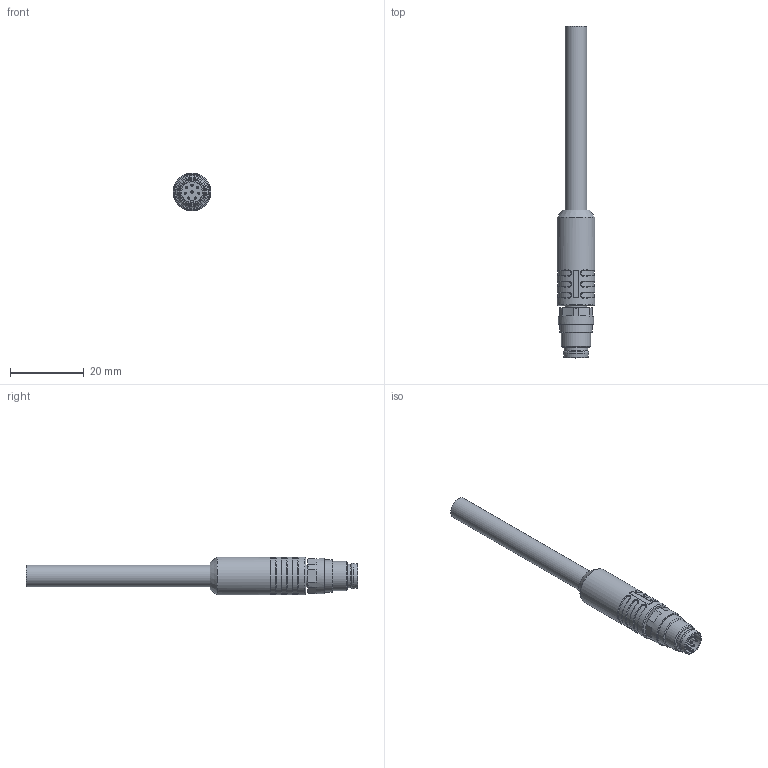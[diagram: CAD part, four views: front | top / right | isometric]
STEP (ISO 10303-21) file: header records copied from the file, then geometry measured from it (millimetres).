
FILE_DESCRIPTION(/* description */ (''),/* implementation_level */ '2;1');
FILE_NAME(/* name */ 'assy2.stp',/* time_stamp */ '2021-08-09T15:34:36+02:00',/* author */ ('ESCHA GmbH & Co. KG'),/* organization */ ('ESCHA GmbH & Co. KG'),/* preprocessor_version */ 'ST-DEVELOPER v16',/* originating_system */ 'SIEMENS PLM Software NX 10.0',/* authorisation */ '');
FILE_SCHEMA (('AUTOMOTIVE_DESIGN { 1 0 10303 214 3 1 1 1 }'));
Length unit declared in the file: millimetre
Products named in the file (1): assy2
Bounding box: 10.3 x 90.2 x 10.3 mm (x, y, z)
Volume: 4117.3 mm3; surface area: 2520.8 mm2
Topology: 1 solids, 1 shells, 164 faces, 371 edges, 230 vertices
Faces by surface type: cylinder 44, plane 41, bspline 32, torus 27, cone 20
Full cylindrical faces by diameter (mm): 0.6 x8, 5.8 x1, 5.9 x2, 6.5 x1, 6.9 x1, 8 x1, 8.8 x1, 9.6 x1, 10.3 x1
Entity records: 6448 total; most frequent: CARTESIAN_POINT 3216, DIRECTION 672, ORIENTED_EDGE 606, AXIS2_PLACEMENT_3D 306, EDGE_CURVE 303, EDGE_LOOP 227, VERTEX_POINT 204, CIRCLE 173
